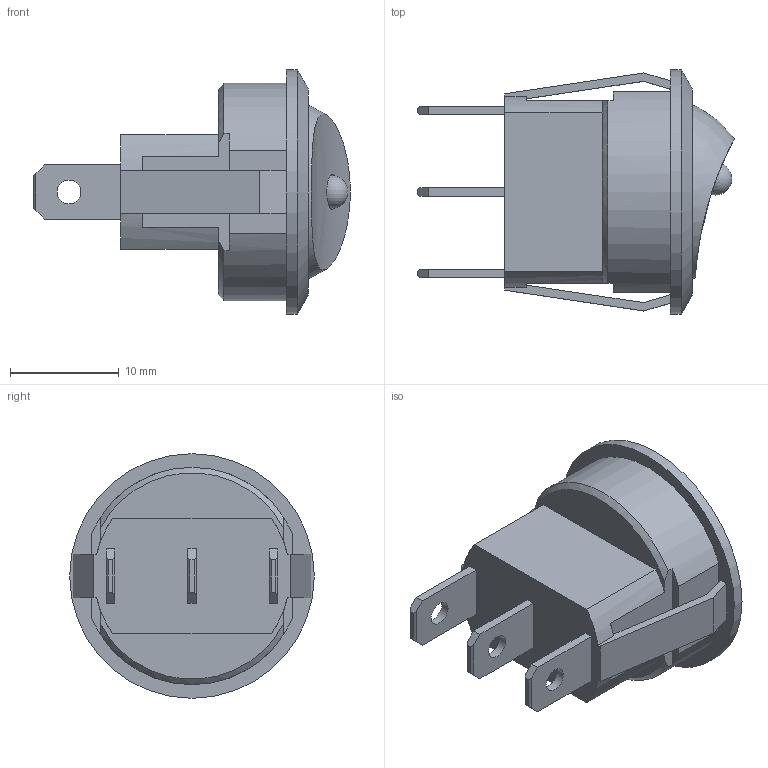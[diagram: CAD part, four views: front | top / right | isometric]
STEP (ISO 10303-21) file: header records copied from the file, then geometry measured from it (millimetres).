
FILE_DESCRIPTION((''),'2;1');
FILE_NAME('Round Rocker Switch With LED Indicator.stp','2021-08-07T10:07:03',('rwetz'),(''),'Autodesk Inventor 2013','Autodesk Inventor 2013','');
FILE_SCHEMA(('AUTOMOTIVE_DESIGN { 1 0 10303 214 1 1 1 1 }'));
Length unit declared in the file: millimetre
Products named in the file (1): Round Rocker Switch With LED Indicator
Bounding box: 29.13 x 22.5 x 22.5 mm (x, y, z)
Volume: 4457.8 mm3; surface area: 2828.1 mm2
Topology: 3 solids, 3 shells, 74 faces, 201 edges, 135 vertices
Faces by surface type: plane 56, cylinder 12, cone 3, sphere 3
Full cylindrical faces by diameter (mm): 2.2 x3, 17 x1, 22.5 x1
Entity records: 2444 total; most frequent: CARTESIAN_POINT 489, ORIENTED_EDGE 380, DIRECTION 368, EDGE_CURVE 190, VECTOR 148, LINE 148, VERTEX_POINT 133, AXIS2_PLACEMENT_3D 110
